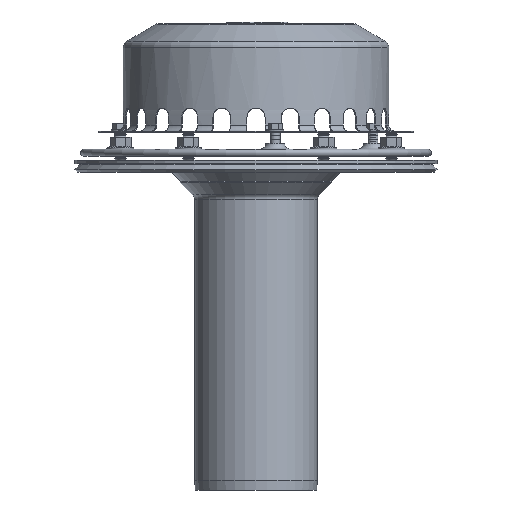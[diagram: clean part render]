
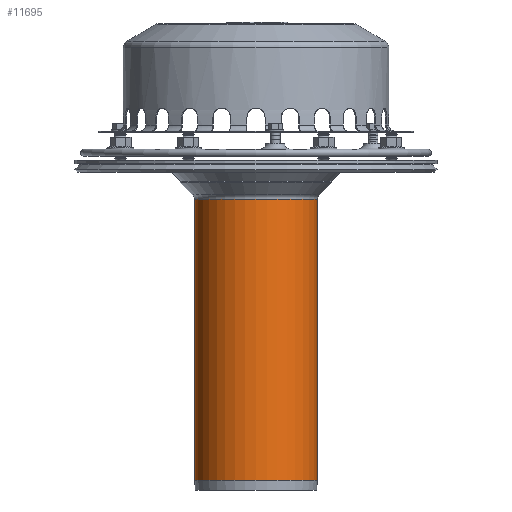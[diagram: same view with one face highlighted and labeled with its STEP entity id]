
A CAD part, front view. The second image highlights one B-rep face of the part: STEP entity #11695.
In plain terms, the highlighted cylindrical face has radius 508 mm (diameter 1016 mm), a full revolution.
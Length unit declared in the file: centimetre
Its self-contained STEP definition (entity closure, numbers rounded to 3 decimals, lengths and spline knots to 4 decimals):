
#444=CYLINDRICAL_SURFACE('',#12496,50.8);
#1027=FACE_OUTER_BOUND('',#1775,.T.);
#1775=EDGE_LOOP('',(#7743,#7744,#7745,#7746,#7747));
#2599=LINE('',#17795,#3250);
#3250=VECTOR('',#14097,50.8);
#3919=CIRCLE('',#12494,50.8);
#3920=CIRCLE('',#12495,50.8);
#3921=CIRCLE('',#12497,50.8);
#4701=VERTEX_POINT('',#17787);
#4702=VERTEX_POINT('',#17789);
#4703=VERTEX_POINT('',#17793);
#5848=EDGE_CURVE('',#4702,#4701,#3919,.T.);
#5849=EDGE_CURVE('',#4701,#4702,#3920,.T.);
#5850=EDGE_CURVE('',#4703,#4703,#3921,.T.);
#5851=EDGE_CURVE('',#4703,#4702,#2599,.T.);
#7743=ORIENTED_EDGE('',*,*,#5850,.F.);
#7744=ORIENTED_EDGE('',*,*,#5851,.T.);
#7745=ORIENTED_EDGE('',*,*,#5848,.T.);
#7746=ORIENTED_EDGE('',*,*,#5849,.T.);
#7747=ORIENTED_EDGE('',*,*,#5851,.F.);
#11695=ADVANCED_FACE('',(#1027),#444,.T.);
#12494=AXIS2_PLACEMENT_3D('',#17790,#14089,#14090);
#12495=AXIS2_PLACEMENT_3D('',#17791,#14091,#14092);
#12496=AXIS2_PLACEMENT_3D('',#17792,#14093,#14094);
#12497=AXIS2_PLACEMENT_3D('',#17794,#14095,#14096);
#14089=DIRECTION('center_axis',(0.,0.,
-1.));
#14090=DIRECTION('ref_axis',(-1.,0.,0.));
#14091=DIRECTION('center_axis',(0.,0.,
-1.));
#14092=DIRECTION('ref_axis',(-1.,0.,0.));
#14093=DIRECTION('center_axis',(0.,0.,
-1.));
#14094=DIRECTION('ref_axis',(1.,0.,0.));
#14095=DIRECTION('center_axis',(0.,0.,
-1.));
#14096=DIRECTION('ref_axis',(-1.,0.,0.));
#14097=DIRECTION('',(0.,0.,1.));
#17787=CARTESIAN_POINT('',(1103.9401,451.9934,118.4424));
#17789=CARTESIAN_POINT('',(1053.1401,401.1934,118.4424));
#17790=CARTESIAN_POINT('Origin',(1103.9401,401.1934,118.4424));
#17791=CARTESIAN_POINT('Origin',(1103.9401,401.1934,118.4424));
#17792=CARTESIAN_POINT('Origin',(1103.9401,401.1934,2.1587));
#17793=CARTESIAN_POINT('',(1053.1401,401.1934,-114.125));
#17794=CARTESIAN_POINT('Origin',(1103.9401,401.1934,-114.125));
#17795=CARTESIAN_POINT('',(1053.1401,401.1934,2.1587));
